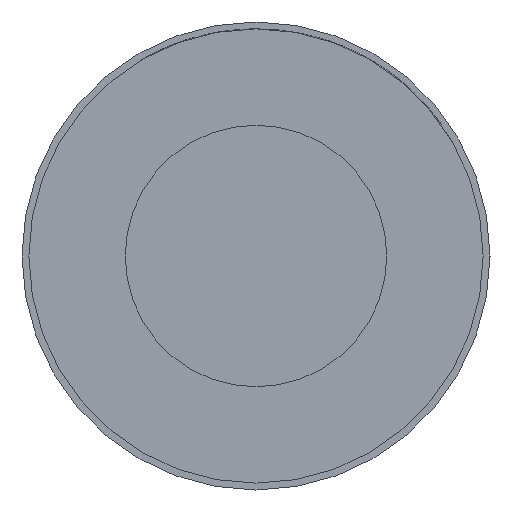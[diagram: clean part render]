
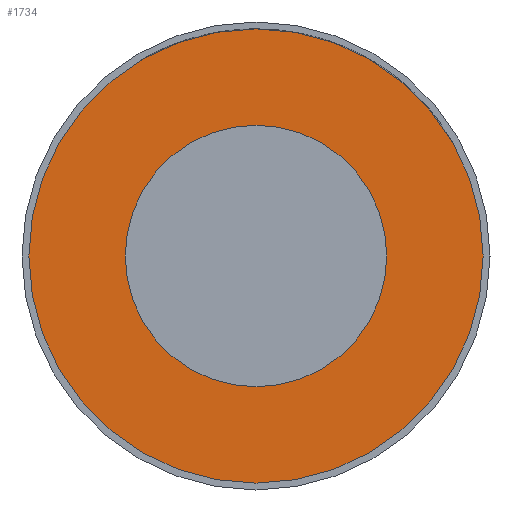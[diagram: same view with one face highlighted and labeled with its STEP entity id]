
A CAD part, left-side view. The second image highlights one B-rep face of the part: STEP entity #1734.
In plain terms, the highlighted planar face has unit normal (-1, 0, 0).
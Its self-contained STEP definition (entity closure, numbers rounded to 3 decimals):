
#186 = AXIS2_PLACEMENT_3D ( 'NONE', #4026, #5932, #4457 ) ;
#282 = DIRECTION ( 'NONE',  ( 0., 0., 1. ) ) ;
#402 = CARTESIAN_POINT ( 'NONE',  ( 0., 0., 0. ) ) ;
#470 = DIRECTION ( 'NONE',  ( 0., 0., 1. ) ) ;
#553 = AXIS2_PLACEMENT_3D ( 'NONE', #1100, #2560, #6124 ) ;
#708 = EDGE_CURVE ( 'NONE', #1401, #3865, #5330, .T. ) ;
#970 = AXIS2_PLACEMENT_3D ( 'NONE', #4417, #6566, #4941 ) ;
#1072 = EDGE_CURVE ( 'NONE', #5537, #2960, #2568, .T. ) ;
#1100 = CARTESIAN_POINT ( 'NONE',  ( 0., 0., 0. ) ) ;
#1378 = ORIENTED_EDGE ( 'NONE', *, *, #5876, .F. ) ;
#1401 = VERTEX_POINT ( 'NONE', #3870 ) ;
#1500 = DIRECTION ( 'NONE',  ( -1., 0., 0. ) ) ;
#1734 = ADVANCED_FACE ( 'NONE', ( #3037, #4491 ), #6523, .T. ) ;
#1738 = CIRCLE ( 'NONE', #3532, 8.25 ) ;
#2314 = CARTESIAN_POINT ( 'NONE',  ( 0., 0., 0. ) ) ;
#2346 = ORIENTED_EDGE ( 'NONE', *, *, #1072, .T. ) ;
#2560 = DIRECTION ( 'NONE',  ( -1., 0., 0. ) ) ;
#2568 = CIRCLE ( 'NONE', #553, 8.25 ) ;
#2960 = VERTEX_POINT ( 'NONE', #5593 ) ;
#2999 = CIRCLE ( 'NONE', #5545, 4.75 ) ;
#3037 = FACE_BOUND ( 'NONE', #5660, .T. ) ;
#3532 = AXIS2_PLACEMENT_3D ( 'NONE', #2314, #1500, #470 ) ;
#3549 = ORIENTED_EDGE ( 'NONE', *, *, #708, .F. ) ;
#3662 = CARTESIAN_POINT ( 'NONE',  ( 0., 0., -8.25 ) ) ;
#3865 = VERTEX_POINT ( 'NONE', #5388 ) ;
#3870 = CARTESIAN_POINT ( 'NONE',  ( 0., 0., -4.75 ) ) ;
#4026 = CARTESIAN_POINT ( 'NONE',  ( 0., 0., 0. ) ) ;
#4417 = CARTESIAN_POINT ( 'NONE',  ( 0., 0., 0. ) ) ;
#4457 = DIRECTION ( 'NONE',  ( 0., 0., 1. ) ) ;
#4491 = FACE_OUTER_BOUND ( 'NONE', #6359, .T. ) ;
#4941 = DIRECTION ( 'NONE',  ( 0., 0., 1. ) ) ;
#4978 = DIRECTION ( 'NONE',  ( -1., 0., 0. ) ) ;
#5330 = CIRCLE ( 'NONE', #970, 4.75 ) ;
#5388 = CARTESIAN_POINT ( 'NONE',  ( 0., 0., 4.75 ) ) ;
#5408 = ORIENTED_EDGE ( 'NONE', *, *, #5911, .T. ) ;
#5537 = VERTEX_POINT ( 'NONE', #3662 ) ;
#5545 = AXIS2_PLACEMENT_3D ( 'NONE', #402, #4978, #282 ) ;
#5593 = CARTESIAN_POINT ( 'NONE',  ( 0., 0., 8.25 ) ) ;
#5660 = EDGE_LOOP ( 'NONE', ( #1378, #3549 ) ) ;
#5876 = EDGE_CURVE ( 'NONE', #3865, #1401, #2999, .T. ) ;
#5911 = EDGE_CURVE ( 'NONE', #2960, #5537, #1738, .T. ) ;
#5932 = DIRECTION ( 'NONE',  ( -1., 0., 0. ) ) ;
#6124 = DIRECTION ( 'NONE',  ( 0., 0., 1. ) ) ;
#6359 = EDGE_LOOP ( 'NONE', ( #5408, #2346 ) ) ;
#6523 = PLANE ( 'NONE',  #186 ) ;
#6566 = DIRECTION ( 'NONE',  ( -1., 0., 0. ) ) ;
